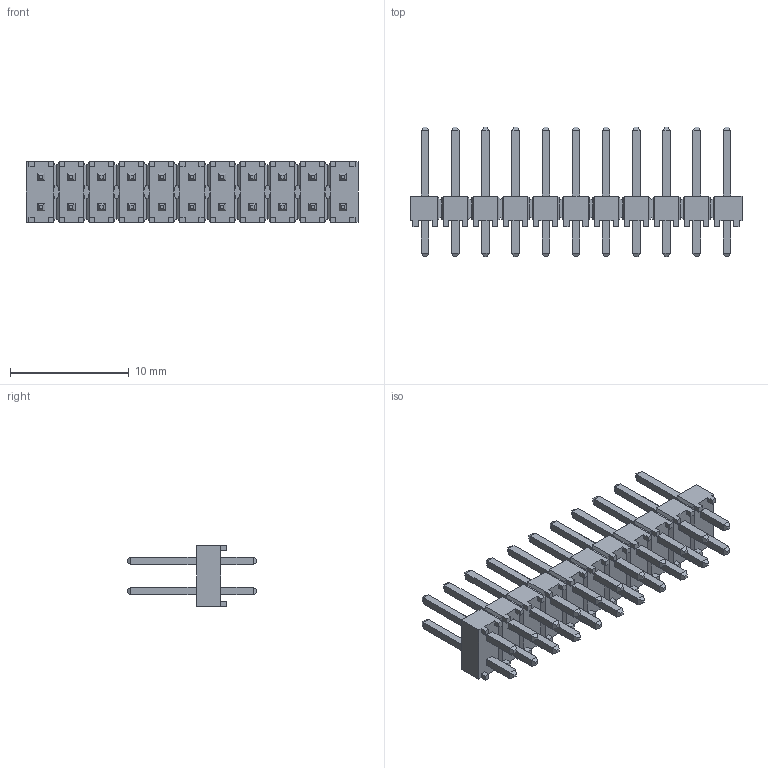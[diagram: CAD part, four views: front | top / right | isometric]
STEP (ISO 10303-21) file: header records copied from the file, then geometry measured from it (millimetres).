
FILE_DESCRIPTION(/* description */ ('STEP AP214'),/* implementation_level */ '2;1');
FILE_NAME(/* name */ 'TSW-111-07-F-D',/* time_stamp */ '2024-05-28T13:42:41+02:00',/* author */ ('License CC BY-ND 4.0'),/* organization */ ('CADENAS'),/* preprocessor_version */ 'ST-DEVELOPER v19.3',/* originating_system */ 'PARTsolutions',/* authorisation */ ' ');
FILE_SCHEMA (('AUTOMOTIVE_DESIGN {1 0 10303 214 3 1 1}'));
Length unit declared in the file: inch
Products named in the file (3): TSW-111-07-F-D; TSW-111-07-F-D_body; T-1S6-07-TSW-1-07-11-D
Assembly tree (2 placements, depth 2):
  TSW-111-07-F-D
    TSW-111-07-F-D_body
    T-1S6-07-TSW-1-07-11-D
Bounding box: 27.94 x 10.92 x 5.08 mm (x, y, z)
Volume: 362.9 mm3; surface area: 1385.9 mm2
Topology: 2 solids, 2 shells, 912 faces, 2276 edges, 1392 vertices
Faces by surface type: plane 912
Entity records: 26278 total; most frequent: CARTESIAN_POINT 4583, ORIENTED_EDGE 4552, DIRECTION 4106, EDGE_CURVE 2276, LINE 2276, VECTOR 2276, VERTEX_POINT 1392, EDGE_LOOP 1000
